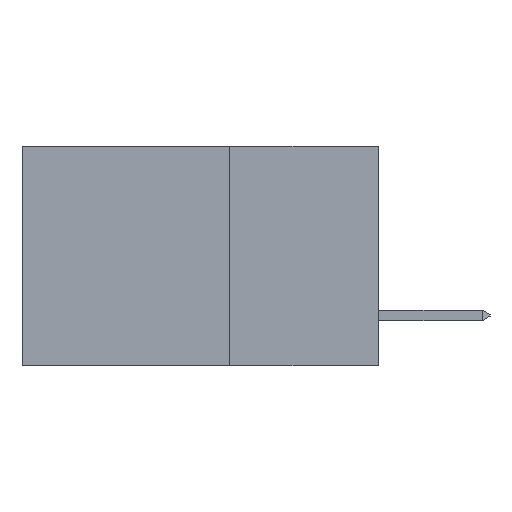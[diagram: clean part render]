
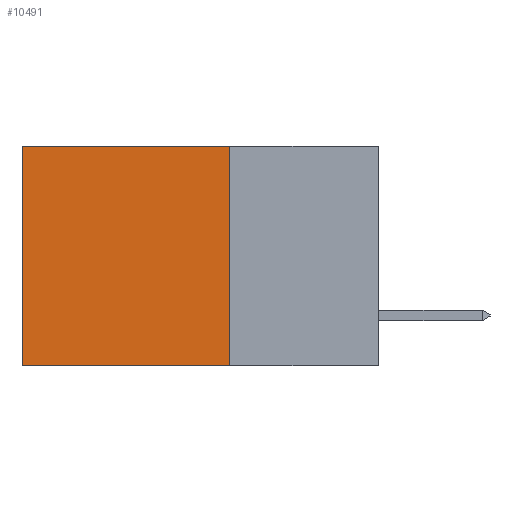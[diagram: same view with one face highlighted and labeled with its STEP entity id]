
A CAD part, left-side view. The second image highlights one B-rep face of the part: STEP entity #10491.
In plain terms, the highlighted planar face has unit normal (-1, 0, 0).
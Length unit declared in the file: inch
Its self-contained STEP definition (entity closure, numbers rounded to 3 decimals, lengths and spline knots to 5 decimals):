
#350 = VECTOR ( 'NONE', #11964, 39.37008 ) ;
#853 = CARTESIAN_POINT ( 'NONE',  ( 0.298, 0.6, -0.37 ) ) ;
#1052 = CARTESIAN_POINT ( 'NONE',  ( 0.298, 0.25, -0.37 ) ) ;
#1537 = CARTESIAN_POINT ( 'NONE',  ( 0.298, 0.25, 0. ) ) ;
#1565 = VERTEX_POINT ( 'NONE', #7271 ) ;
#2266 = EDGE_CURVE ( 'NONE', #18146, #10996, #13139, .T. ) ;
#2696 = FACE_OUTER_BOUND ( 'NONE', #4649, .T. ) ;
#2974 = VECTOR ( 'NONE', #11289, 39.37008 ) ;
#3464 = DIRECTION ( 'NONE',  ( 0., 0., -1. ) ) ;
#3734 = DIRECTION ( 'NONE',  ( 0., 0., -1. ) ) ;
#4422 = EDGE_CURVE ( 'NONE', #1565, #9201, #8572, .T. ) ;
#4649 = EDGE_LOOP ( 'NONE', ( #16046, #18189, #18673, #12080 ) ) ;
#4810 = VECTOR ( 'NONE', #3734, 39.37008 ) ;
#5424 = AXIS2_PLACEMENT_3D ( 'NONE', #1537, #14815, #3464 ) ;
#6753 = DIRECTION ( 'NONE',  ( 0., 1., 0. ) ) ;
#7271 = CARTESIAN_POINT ( 'NONE',  ( 0.298, 0.25, 0. ) ) ;
#7427 = EDGE_CURVE ( 'NONE', #1565, #18146, #19942, .T. ) ;
#7517 = VECTOR ( 'NONE', #6753, 39.37008 ) ;
#8572 = LINE ( 'NONE', #9393, #2974 ) ;
#9201 = VERTEX_POINT ( 'NONE', #16921 ) ;
#9333 = CARTESIAN_POINT ( 'NONE',  ( 0.298, 0.25, 0. ) ) ;
#9393 = CARTESIAN_POINT ( 'NONE',  ( 0.298, 0.25, 0. ) ) ;
#10491 = ADVANCED_FACE ( 'NONE', ( #2696 ), #24261, .F. ) ;
#10850 = EDGE_CURVE ( 'NONE', #9201, #10996, #21158, .T. ) ;
#10996 = VERTEX_POINT ( 'NONE', #853 ) ;
#11289 = DIRECTION ( 'NONE',  ( 0., 1., 0. ) ) ;
#11964 = DIRECTION ( 'NONE',  ( 0., 0., -1. ) ) ;
#12080 = ORIENTED_EDGE ( 'NONE', *, *, #4422, .T. ) ;
#13139 = LINE ( 'NONE', #1052, #7517 ) ;
#14815 = DIRECTION ( 'NONE',  ( 1., 0., 0. ) ) ;
#16046 = ORIENTED_EDGE ( 'NONE', *, *, #10850, .T. ) ;
#16921 = CARTESIAN_POINT ( 'NONE',  ( 0.298, 0.6, 0. ) ) ;
#18146 = VERTEX_POINT ( 'NONE', #18435 ) ;
#18189 = ORIENTED_EDGE ( 'NONE', *, *, #2266, .F. ) ;
#18435 = CARTESIAN_POINT ( 'NONE',  ( 0.298, 0.25, -0.37 ) ) ;
#18673 = ORIENTED_EDGE ( 'NONE', *, *, #7427, .F. ) ;
#19562 = CARTESIAN_POINT ( 'NONE',  ( 0.298, 0.6, 0. ) ) ;
#19942 = LINE ( 'NONE', #9333, #4810 ) ;
#21158 = LINE ( 'NONE', #19562, #350 ) ;
#24261 = PLANE ( 'NONE',  #5424 ) ;
